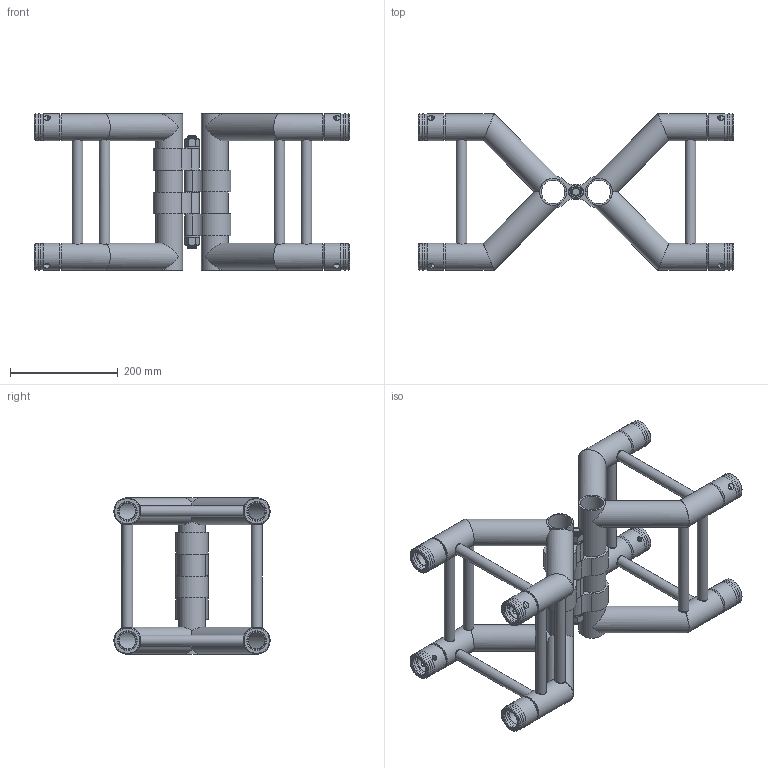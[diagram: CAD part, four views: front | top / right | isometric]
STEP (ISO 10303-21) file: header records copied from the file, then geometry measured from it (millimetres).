
FILE_DESCRIPTION(/* description */ (''),/* implementation_level */ '2;1');
FILE_NAME(/* name */ 'SQ-F34 PVT.stp',/* time_stamp */ '2021-03-21T21:06:25-07:00',/* author */ ('TheDanny'),/* organization */ (''),/* preprocessor_version */ 'ST-DEVELOPER v18.1',/* originating_system */ 'Autodesk Inventor 2021',/* authorisation */ '');
FILE_SCHEMA (('AUTOMOTIVE_DESIGN { 1 0 10303 214 3 1 1 }'));
Length unit declared in the file: inch
Products named in the file (48): SQ-F34 PVT; SQ-F34 PVT1; SQ-F34 PVT2; SQ-F34 PVT3; SQ-F34 PVT4; SQ-F34 PVT5; SQ-F34 PVT6; SQ-F34 PVT7; SQ-F34 PVT8; SQ-F34 PVT9; SQ-F34 PVT10; SQ-F34 PVT11; SQ-F34 PVT12; SQ-F34 PVT13; SQ-F34 PVT14; SQ-F34 PVT15; SQ-F34 PVT16; SQ-F34 PVT17; SQ-F34 PVT18; SQ-F34 PVT19; SQ-F34 PVT20; SQ-F34 PVT21; SQ-F34 PVT22; SQ-F34 PVT23; SQ-F34 PVT24; SQ-F34 PVT25; SQ-F34 PVT26; SQ-F34 PVT27; SQ-F34 PVT28; SQ-F34 PVT29; SQ-F34 PVT30; SQ-F34 PVT31; SQ-F34 PVT32; SQ-F34 PVT33; SQ-F34 PVT34; SQ-F34 PVT35; SQ-F34 PVT36; SQ-F34 PVT37; SQ-F34 PVT38; SQ-F34 PVT39 ...
Assembly tree (47 placements, depth 2):
  SQ-F34 PVT
    SQ-F34 PVT1
    SQ-F34 PVT2
    SQ-F34 PVT3
    SQ-F34 PVT4
    SQ-F34 PVT5
    SQ-F34 PVT6
    SQ-F34 PVT7
    SQ-F34 PVT8
    SQ-F34 PVT9
    SQ-F34 PVT10
    SQ-F34 PVT11
    SQ-F34 PVT12
    SQ-F34 PVT13
    SQ-F34 PVT14
    SQ-F34 PVT15
    SQ-F34 PVT16
    SQ-F34 PVT17
    SQ-F34 PVT18
    SQ-F34 PVT19
    SQ-F34 PVT20
    SQ-F34 PVT21
    SQ-F34 PVT22
    SQ-F34 PVT23
    SQ-F34 PVT24
    SQ-F34 PVT25
    SQ-F34 PVT26
    SQ-F34 PVT27
    SQ-F34 PVT28
    SQ-F34 PVT29
    SQ-F34 PVT30
    SQ-F34 PVT31
    SQ-F34 PVT32
    SQ-F34 PVT33
    SQ-F34 PVT34
    SQ-F34 PVT35
    SQ-F34 PVT36
    SQ-F34 PVT37
    SQ-F34 PVT38
    SQ-F34 PVT39
    SQ-F34 PVT40
    SQ-F34 PVT41
    SQ-F34 PVT42
    SQ-F34 PVT43
    SQ-F34 PVT44
    SQ-F34 PVT45
    SQ-F34 PVT46
    SQ-F34 PVT47
Bounding box: 584.72 x 290 x 290 mm (x, y, z)
Volume: 2139098.8 mm3; surface area: 1280707.1 mm2
Topology: 47 solids, 47 shells, 604 faces, 1718 edges, 1178 vertices
Faces by surface type: cone 332, cylinder 154, plane 84, torus 34
Full cylindrical faces by diameter (mm): 16 x12, 16.5 x4, 17 x2, 20 x12, 22 x2, 28 x2, 30.3 x8, 43.8 x8, 44 x10, 46 x8, 50 x30
Entity records: 28821 total; most frequent: CARTESIAN_POINT 10025, DIRECTION 3888, ORIENTED_EDGE 3436, EDGE_CURVE 1718, AXIS2_PLACEMENT_3D 1693, VERTEX_POINT 1178, CIRCLE 914, EDGE_LOOP 706
